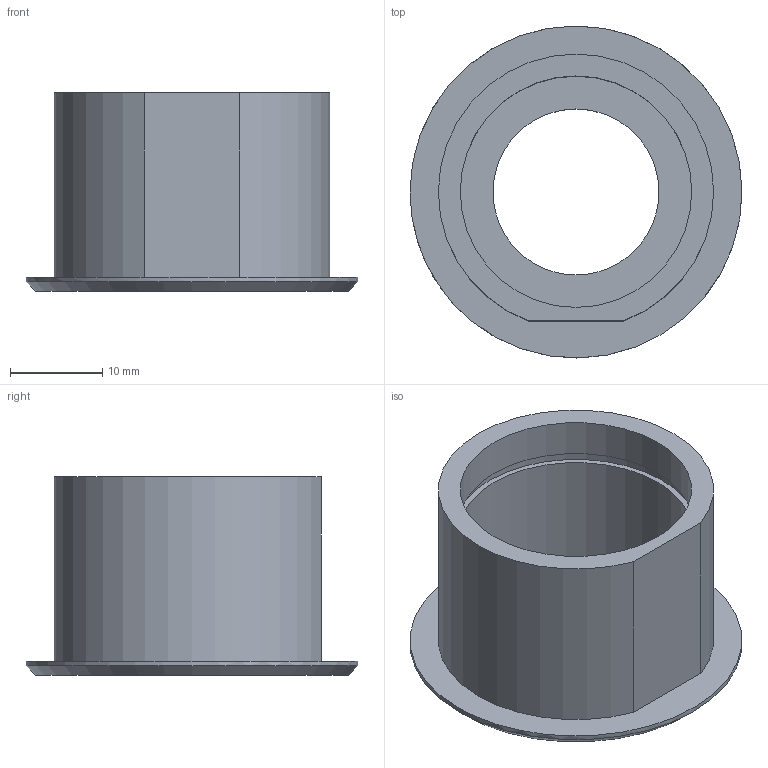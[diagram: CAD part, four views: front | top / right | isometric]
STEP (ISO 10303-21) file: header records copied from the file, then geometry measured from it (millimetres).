
FILE_DESCRIPTION(/* description */ (''),/* implementation_level */ '2;1');
FILE_NAME(/* name */ 'Support Capteur IR v16.step',/* time_stamp */ '2019-10-25T10:55:45+02:00',/* author */ (''),/* organization */ (''),/* preprocessor_version */ 'ST-DEVELOPER v18',/* originating_system */ 'Autodesk Translation Framework v8.6.0.1094',/* authorisation */ '');
FILE_SCHEMA (('AUTOMOTIVE_DESIGN { 1 0 10303 214 3 1 1 }'));
Length unit declared in the file: millimetre
Products named in the file (1): Support Capteur IR
Bounding box: 36 x 36 x 21.5 mm (x, y, z)
Volume: 5003 mm3; surface area: 5263.4 mm2
Topology: 1 solids, 1 shells, 14 faces, 26 edges, 18 vertices
Faces by surface type: plane 7, cylinder 6, cone 1
Full cylindrical faces by diameter (mm): 18 x1, 25.1 x2, 26.3 x1, 36 x1
Entity records: 388 total; most frequent: DIRECTION 72, CARTESIAN_POINT 59, ORIENTED_EDGE 52, AXIS2_PLACEMENT_3D 31, EDGE_CURVE 26, EDGE_LOOP 20, VERTEX_POINT 18, CIRCLE 16
